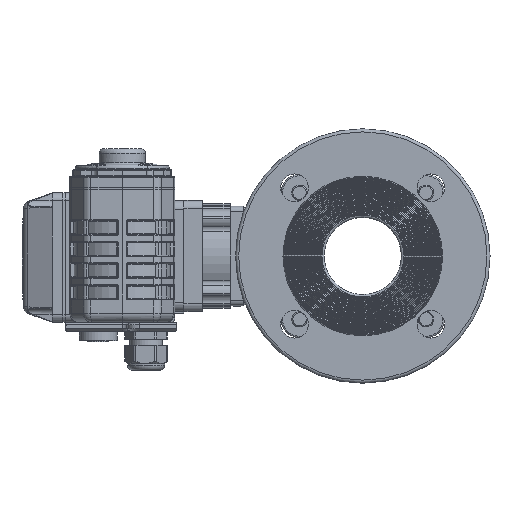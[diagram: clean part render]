
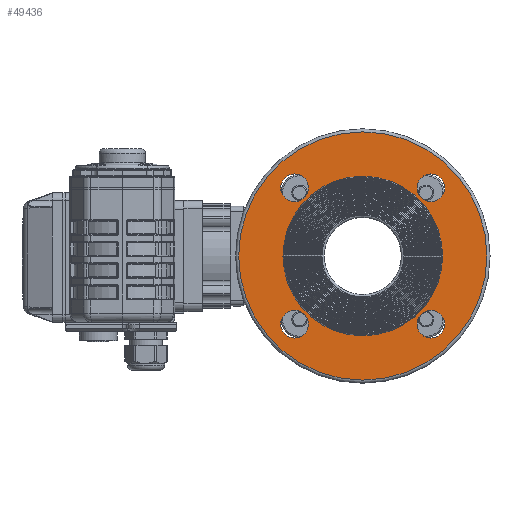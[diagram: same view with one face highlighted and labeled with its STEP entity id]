
A CAD part, left-side view. The second image highlights one B-rep face of the part: STEP entity #49436.
In plain terms, the highlighted planar face has unit normal (-1, 0, 0).
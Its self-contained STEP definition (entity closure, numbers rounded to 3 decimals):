
#2451=PLANE('',#53395);
#11929=ORIENTED_EDGE('',*,*,#26080,.T.);
#11930=ORIENTED_EDGE('',*,*,#26059,.F.);
#11931=ORIENTED_EDGE('',*,*,#26061,.F.);
#11932=ORIENTED_EDGE('',*,*,#26063,.F.);
#11933=ORIENTED_EDGE('',*,*,#26065,.F.);
#11934=ORIENTED_EDGE('',*,*,#26102,.F.);
#26059=EDGE_CURVE('',#33349,#33349,#37974,.T.);
#26061=EDGE_CURVE('',#33351,#33351,#37976,.T.);
#26063=EDGE_CURVE('',#33353,#33353,#37978,.T.);
#26065=EDGE_CURVE('',#33355,#33355,#37980,.T.);
#26080=EDGE_CURVE('',#33368,#33368,#37989,.T.);
#26102=EDGE_CURVE('',#33389,#33389,#37998,.T.);
#33349=VERTEX_POINT('',#76340);
#33351=VERTEX_POINT('',#76345);
#33353=VERTEX_POINT('',#76350);
#33355=VERTEX_POINT('',#76355);
#33368=VERTEX_POINT('',#76445);
#33389=VERTEX_POINT('',#76559);
#37974=CIRCLE('',#53237,9.);
#37976=CIRCLE('',#53240,9.);
#37978=CIRCLE('',#53243,9.);
#37980=CIRCLE('',#53246,9.);
#37989=CIRCLE('',#53261,80.5);
#37998=CIRCLE('',#53275,51.75);
#40818=EDGE_LOOP('',(#11929));
#40819=EDGE_LOOP('',(#11930));
#40820=EDGE_LOOP('',(#11931));
#40821=EDGE_LOOP('',(#11932));
#40822=EDGE_LOOP('',(#11933));
#40823=EDGE_LOOP('',(#11934));
#44688=FACE_BOUND('',#40818,.T.);
#44689=FACE_BOUND('',#40819,.T.);
#44690=FACE_BOUND('',#40820,.T.);
#44691=FACE_BOUND('',#40821,.T.);
#44692=FACE_BOUND('',#40822,.T.);
#44693=FACE_BOUND('',#40823,.T.);
#49436=ADVANCED_FACE('',(#44688,#44689,#44690,#44691,#44692,#44693),#2451,
 .F.);
#53237=AXIS2_PLACEMENT_3D('',#76339,#59443,#59444);
#53240=AXIS2_PLACEMENT_3D('',#76344,#59449,#59450);
#53243=AXIS2_PLACEMENT_3D('',#76349,#59455,#59456);
#53246=AXIS2_PLACEMENT_3D('',#76354,#59461,#59462);
#53261=AXIS2_PLACEMENT_3D('',#76444,#59493,#59494);
#53275=AXIS2_PLACEMENT_3D('',#76558,#59524,#59525);
#53395=AXIS2_PLACEMENT_3D('',#77407,#59857,#59858);
#59443=DIRECTION('',(-1.,0.,0.));
#59444=DIRECTION('',(0.,0.,1.));
#59449=DIRECTION('',(-1.,0.,0.));
#59450=DIRECTION('',(0.,0.,1.));
#59455=DIRECTION('',(-1.,0.,0.));
#59456=DIRECTION('',(0.,0.,1.));
#59461=DIRECTION('',(-1.,0.,0.));
#59462=DIRECTION('',(0.,0.,1.));
#59493=DIRECTION('',(-1.,0.,0.));
#59494=DIRECTION('',(0.,0.,1.));
#59524=DIRECTION('',(-1.,0.,0.));
#59525=DIRECTION('',(0.,0.,1.));
#59857=DIRECTION('',(1.,0.,0.));
#59858=DIRECTION('',(0.,1.,0.));
#76339=CARTESIAN_POINT('',(3.8,44.194,-44.194));
#76340=CARTESIAN_POINT('',(3.8,44.194,-35.194));
#76344=CARTESIAN_POINT('',(3.8,-44.194,-44.194));
#76345=CARTESIAN_POINT('',(3.8,-44.194,-35.194));
#76349=CARTESIAN_POINT('',(3.8,-44.194,44.194));
#76350=CARTESIAN_POINT('',(3.8,-44.194,53.194));
#76354=CARTESIAN_POINT('',(3.8,44.194,44.194));
#76355=CARTESIAN_POINT('',(3.8,44.194,53.194));
#76444=CARTESIAN_POINT('',(3.8,0.,0.));
#76445=CARTESIAN_POINT('',(3.8,0.,80.5));
#76558=CARTESIAN_POINT('',(3.8,0.,0.));
#76559=CARTESIAN_POINT('',(3.8,0.,51.75));
#77407=CARTESIAN_POINT('',(3.8,51.75,0.));
